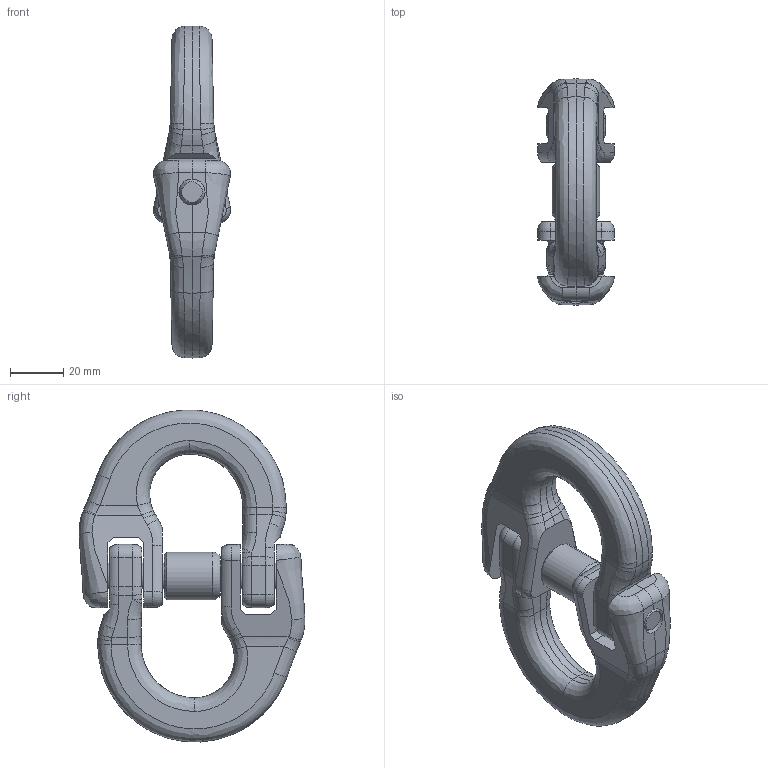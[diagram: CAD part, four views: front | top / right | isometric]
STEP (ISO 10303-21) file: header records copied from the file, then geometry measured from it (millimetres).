
FILE_DESCRIPTION(('CATIA V5 STEP Exchange'),'2;1');
FILE_NAME('X-015-13.stp','2014-02-14T05:32:56+00:00',('none'),('none'),'CATIA Version 5 Release 21 GA (IN-10)','CATIA V5 STEP AP203','none');
FILE_SCHEMA(('CONFIG_CONTROL_DESIGN'));
Length unit declared in the file: millimetre
Products named in the file (1): X-015-13
Bounding box: 28.95 x 85 x 124.9 mm (x, y, z)
Volume: 101451.2 mm3; surface area: 25911.1 mm2
Topology: 1 solids, 1 shells, 290 faces, 710 edges, 414 vertices
Faces by surface type: cylinder 86, bspline 84, plane 64, cone 42, sphere 12, torus 2
Entity records: 15238 total; most frequent: CARTESIAN_POINT 9599, ORIENTED_EDGE 1396, DIRECTION 703, EDGE_CURVE 698, VERTEX_POINT 414, B_SPLINE_CURVE_WITH_KNOTS 359, AXIS2_PLACEMENT_3D 310, EDGE_LOOP 302
